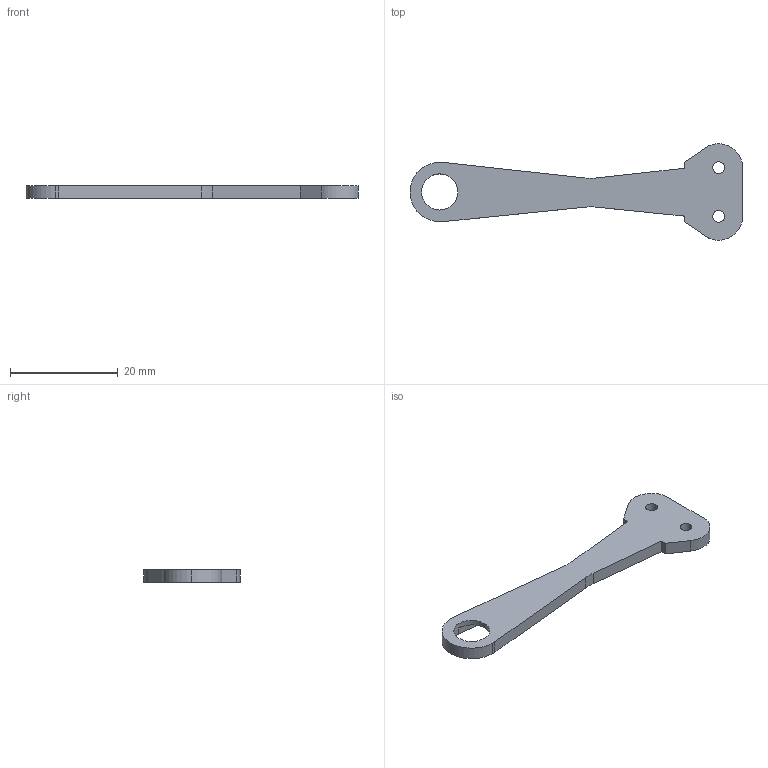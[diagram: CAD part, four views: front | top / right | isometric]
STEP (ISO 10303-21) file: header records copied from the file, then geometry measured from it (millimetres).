
FILE_DESCRIPTION (( 'STEP AP203' ), '1' );
FILE_NAME ('SERVO ENDSTOP HOLDER.STEP', '2014-06-05T16:37:06', ( '3DLabteK' ), ( '' ), 'SwSTEP 2.0', 'SolidWorks 2013', '' );
FILE_SCHEMA (( 'CONFIG_CONTROL_DESIGN' ));
Length unit declared in the file: millimetre
Products named in the file (1): SERVO ENDSTOP HOLDER
Bounding box: 61.5 x 17.86 x 2.4 mm (x, y, z)
Volume: 1137.2 mm3; surface area: 1532.4 mm2
Topology: 1 solids, 1 shells, 32 faces, 88 edges, 58 vertices
Faces by surface type: plane 18, cylinder 14
Entity records: 1117 total; most frequent: DIRECTION 186, CARTESIAN_POINT 179, ORIENTED_EDGE 176, EDGE_CURVE 88, AXIS2_PLACEMENT_3D 65, VERTEX_POINT 58, VECTOR 56, LINE 56
